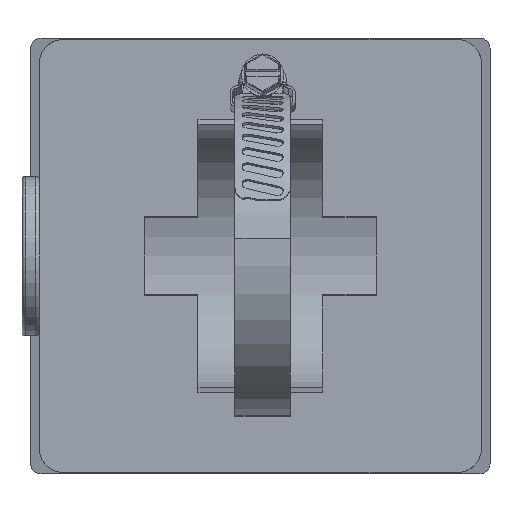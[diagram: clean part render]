
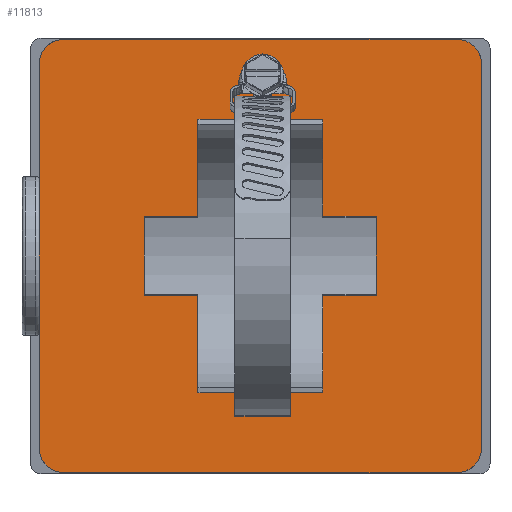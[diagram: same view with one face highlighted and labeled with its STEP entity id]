
A CAD part, front view. The second image highlights one B-rep face of the part: STEP entity #11813.
In plain terms, the highlighted planar face has unit normal (0, -1, 0).
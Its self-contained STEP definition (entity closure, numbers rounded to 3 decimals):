
#314 = VECTOR ( 'NONE', #2338, 1000. ) ;
#461 = CARTESIAN_POINT ( 'NONE',  ( 5., 0., 5.75 ) ) ;
#653 = LINE ( 'NONE', #13512, #23234 ) ;
#734 = PLANE ( 'NONE',  #24716 ) ;
#947 = LINE ( 'NONE', #16356, #10527 ) ;
#1021 = DIRECTION ( 'NONE',  ( -1., 0., 0. ) ) ;
#1166 = VERTEX_POINT ( 'NONE', #16810 ) ;
#2338 = DIRECTION ( 'NONE',  ( 0., 0., -1. ) ) ;
#2418 = VERTEX_POINT ( 'NONE', #16707 ) ;
#2932 = DIRECTION ( 'NONE',  ( 0., 0., 1. ) ) ;
#3096 = DIRECTION ( 'NONE',  ( 0., -1., 0. ) ) ;
#3182 = CARTESIAN_POINT ( 'NONE',  ( -28.4, 0., 27.75 ) ) ;
#3954 = CARTESIAN_POINT ( 'NONE',  ( 31.9, 0., 27.75 ) ) ;
#3994 = ORIENTED_EDGE ( 'NONE', *, *, #13637, .T. ) ;
#4163 = CARTESIAN_POINT ( 'NONE',  ( 28.4, 0., -27.75 ) ) ;
#4765 = FACE_BOUND ( 'NONE', #26822, .T. ) ;
#4797 = VERTEX_POINT ( 'NONE', #7023 ) ;
#5283 = CIRCLE ( 'NONE', #27133, 3.5 ) ;
#5393 = DIRECTION ( 'NONE',  ( 0., 0., 1. ) ) ;
#5443 = FACE_OUTER_BOUND ( 'NONE', #14731, .T. ) ;
#5614 = EDGE_CURVE ( 'NONE', #8809, #19487, #5283, .T. ) ;
#5633 = AXIS2_PLACEMENT_3D ( 'NONE', #23418, #10338, #25613 ) ;
#5736 = CARTESIAN_POINT ( 'NONE',  ( -31.9, 0., -27.75 ) ) ;
#6224 = CIRCLE ( 'NONE', #9268, 3.5 ) ;
#6380 = DIRECTION ( 'NONE',  ( 0., 0., 1. ) ) ;
#6772 = VERTEX_POINT ( 'NONE', #5736 ) ;
#6992 = DIRECTION ( 'NONE',  ( 0., 0., 1. ) ) ;
#7023 = CARTESIAN_POINT ( 'NONE',  ( 5., 0., 5.75 ) ) ;
#7101 = ORIENTED_EDGE ( 'NONE', *, *, #16496, .T. ) ;
#7243 = DIRECTION ( 'NONE',  ( 0., 1., 0. ) ) ;
#8112 = CARTESIAN_POINT ( 'NONE',  ( -28.4, 0., 31.25 ) ) ;
#8393 = VERTEX_POINT ( 'NONE', #19182 ) ;
#8409 = EDGE_CURVE ( 'NONE', #1166, #18315, #22821, .T. ) ;
#8511 = EDGE_CURVE ( 'NONE', #19487, #6772, #20750, .T. ) ;
#8708 = VECTOR ( 'NONE', #27464, 1000. ) ;
#8774 = VECTOR ( 'NONE', #26382, 1000. ) ;
#8809 = VERTEX_POINT ( 'NONE', #8112 ) ;
#9268 = AXIS2_PLACEMENT_3D ( 'NONE', #4163, #19450, #6380 ) ;
#9397 = LINE ( 'NONE', #10006, #8708 ) ;
#10000 = EDGE_CURVE ( 'NONE', #8393, #19762, #17323, .T. ) ;
#10006 = CARTESIAN_POINT ( 'NONE',  ( 0., 0., 31.25 ) ) ;
#10309 = CARTESIAN_POINT ( 'NONE',  ( -31.9, 0., 0. ) ) ;
#10338 = DIRECTION ( 'NONE',  ( 0., 1., 0. ) ) ;
#10472 = ORIENTED_EDGE ( 'NONE', *, *, #8511, .T. ) ;
#10527 = VECTOR ( 'NONE', #1021, 1000. ) ;
#10737 = EDGE_CURVE ( 'NONE', #8393, #8809, #9397, .T. ) ;
#11116 = ORIENTED_EDGE ( 'NONE', *, *, #17286, .F. ) ;
#11205 = CARTESIAN_POINT ( 'NONE',  ( -5., 0., 0. ) ) ;
#11289 = ORIENTED_EDGE ( 'NONE', *, *, #10000, .F. ) ;
#11813 = ADVANCED_FACE ( 'NONE', ( #4765, #5443 ), #734, .F. ) ;
#11895 = VECTOR ( 'NONE', #20992, 1000. ) ;
#12159 = CARTESIAN_POINT ( 'NONE',  ( 31.9, 0., -27.75 ) ) ;
#13512 = CARTESIAN_POINT ( 'NONE',  ( 5., 0., -5.75 ) ) ;
#13637 = EDGE_CURVE ( 'NONE', #24794, #25646, #26224, .T. ) ;
#14731 = EDGE_LOOP ( 'NONE', ( #10472, #7101, #26362, #24802, #15603, #11289, #25234, #17138 ) ) ;
#15191 = ORIENTED_EDGE ( 'NONE', *, *, #27763, .T. ) ;
#15462 = CARTESIAN_POINT ( 'NONE',  ( 31.9, 0., 0. ) ) ;
#15603 = ORIENTED_EDGE ( 'NONE', *, *, #16358, .F. ) ;
#16055 = AXIS2_PLACEMENT_3D ( 'NONE', #16216, #3096, #18400 ) ;
#16074 = CARTESIAN_POINT ( 'NONE',  ( -31.9, 0., 27.75 ) ) ;
#16216 = CARTESIAN_POINT ( 'NONE',  ( -28.4, 0., -27.75 ) ) ;
#16356 = CARTESIAN_POINT ( 'NONE',  ( 5., 0., -5.75 ) ) ;
#16358 = EDGE_CURVE ( 'NONE', #19762, #26635, #17129, .T. ) ;
#16496 = EDGE_CURVE ( 'NONE', #6772, #18315, #22941, .T. ) ;
#16707 = CARTESIAN_POINT ( 'NONE',  ( 5., 0., -5.75 ) ) ;
#16810 = CARTESIAN_POINT ( 'NONE',  ( 28.4, 0., -31.25 ) ) ;
#16831 = DIRECTION ( 'NONE',  ( 0., 0., -1. ) ) ;
#17129 = LINE ( 'NONE', #15462, #314 ) ;
#17138 = ORIENTED_EDGE ( 'NONE', *, *, #5614, .T. ) ;
#17286 = EDGE_CURVE ( 'NONE', #2418, #4797, #653, .T. ) ;
#17323 = CIRCLE ( 'NONE', #5633, 3.5 ) ;
#18315 = VERTEX_POINT ( 'NONE', #22714 ) ;
#18361 = DIRECTION ( 'NONE',  ( -1., 0., 0. ) ) ;
#18400 = DIRECTION ( 'NONE',  ( 0., 0., 1. ) ) ;
#18508 = DIRECTION ( 'NONE',  ( 0., -1., 0. ) ) ;
#18978 = ORIENTED_EDGE ( 'NONE', *, *, #20655, .F. ) ;
#19182 = CARTESIAN_POINT ( 'NONE',  ( 28.4, 0., 31.25 ) ) ;
#19450 = DIRECTION ( 'NONE',  ( 0., -1., 0. ) ) ;
#19487 = VERTEX_POINT ( 'NONE', #16074 ) ;
#19762 = VERTEX_POINT ( 'NONE', #3954 ) ;
#20222 = CARTESIAN_POINT ( 'NONE',  ( -5., 0., -5.75 ) ) ;
#20655 = EDGE_CURVE ( 'NONE', #4797, #25646, #21830, .T. ) ;
#20750 = LINE ( 'NONE', #10309, #26576 ) ;
#20992 = DIRECTION ( 'NONE',  ( -1., 0., 0. ) ) ;
#21830 = LINE ( 'NONE', #461, #26970 ) ;
#22714 = CARTESIAN_POINT ( 'NONE',  ( -28.4, 0., -31.25 ) ) ;
#22821 = LINE ( 'NONE', #27488, #11895 ) ;
#22941 = CIRCLE ( 'NONE', #16055, 3.5 ) ;
#23234 = VECTOR ( 'NONE', #6992, 1000. ) ;
#23418 = CARTESIAN_POINT ( 'NONE',  ( 28.4, 0., 27.75 ) ) ;
#24716 = AXIS2_PLACEMENT_3D ( 'NONE', #26949, #7243, #2932 ) ;
#24794 = VERTEX_POINT ( 'NONE', #20222 ) ;
#24802 = ORIENTED_EDGE ( 'NONE', *, *, #25819, .T. ) ;
#25234 = ORIENTED_EDGE ( 'NONE', *, *, #10737, .T. ) ;
#25613 = DIRECTION ( 'NONE',  ( 0., 0., 1. ) ) ;
#25646 = VERTEX_POINT ( 'NONE', #27131 ) ;
#25819 = EDGE_CURVE ( 'NONE', #1166, #26635, #6224, .T. ) ;
#26224 = LINE ( 'NONE', #11205, #8774 ) ;
#26362 = ORIENTED_EDGE ( 'NONE', *, *, #8409, .F. ) ;
#26382 = DIRECTION ( 'NONE',  ( 0., 0., 1. ) ) ;
#26576 = VECTOR ( 'NONE', #16831, 1000. ) ;
#26635 = VERTEX_POINT ( 'NONE', #12159 ) ;
#26822 = EDGE_LOOP ( 'NONE', ( #18978, #11116, #15191, #3994 ) ) ;
#26949 = CARTESIAN_POINT ( 'NONE',  ( 0., 0., 0. ) ) ;
#26970 = VECTOR ( 'NONE', #18361, 1000. ) ;
#27131 = CARTESIAN_POINT ( 'NONE',  ( -5., 0., 5.75 ) ) ;
#27133 = AXIS2_PLACEMENT_3D ( 'NONE', #3182, #18508, #5393 ) ;
#27464 = DIRECTION ( 'NONE',  ( -1., 0., 0. ) ) ;
#27488 = CARTESIAN_POINT ( 'NONE',  ( 0., 0., -31.25 ) ) ;
#27763 = EDGE_CURVE ( 'NONE', #2418, #24794, #947, .T. ) ;
